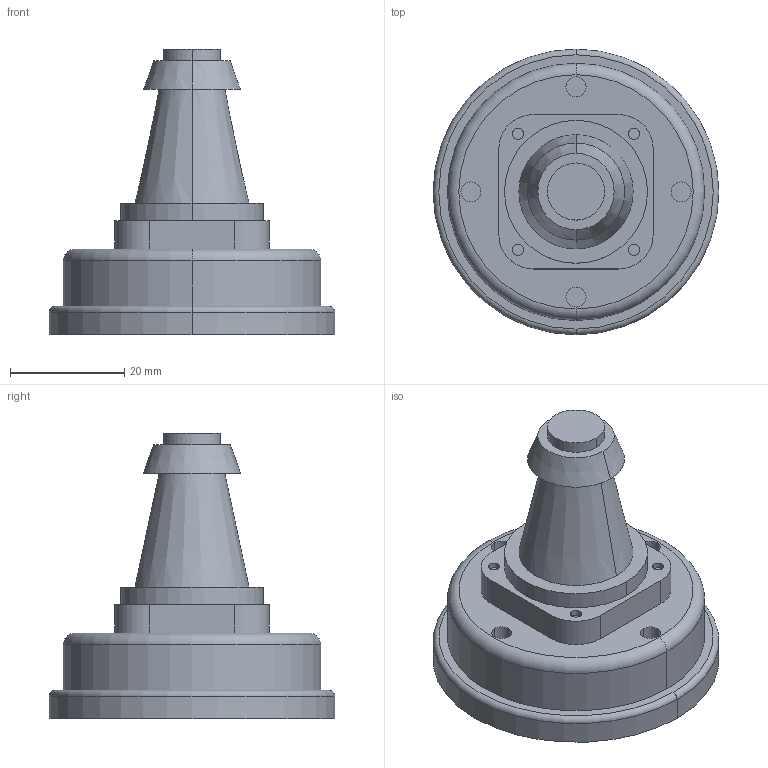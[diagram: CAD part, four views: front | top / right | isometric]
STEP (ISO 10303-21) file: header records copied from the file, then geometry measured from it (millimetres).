
FILE_DESCRIPTION (( 'STEP AP203' ), '1' );
FILE_NAME ('Part5_Default_sldprt.STEP', '2023-10-22T17:08:25', ( '' ), ( '' ), 'SwSTEP 2.0', 'SolidWorks 2019', '' );
FILE_SCHEMA (( 'CONFIG_CONTROL_DESIGN' ));
Length unit declared in the file: millimetre
Products named in the file (1): Part5_Default_sldprt
Bounding box: 50 x 50 x 50 mm (x, y, z)
Volume: 33813.7 mm3; surface area: 8495.8 mm2
Topology: 1 solids, 1 shells, 59 faces, 122 edges, 80 vertices
Faces by surface type: cylinder 30, plane 21, torus 4, cone 4
Entity records: 1677 total; most frequent: DIRECTION 318, CARTESIAN_POINT 262, ORIENTED_EDGE 244, AXIS2_PLACEMENT_3D 136, EDGE_CURVE 122, VERTEX_POINT 80, CIRCLE 76, EDGE_LOOP 74
